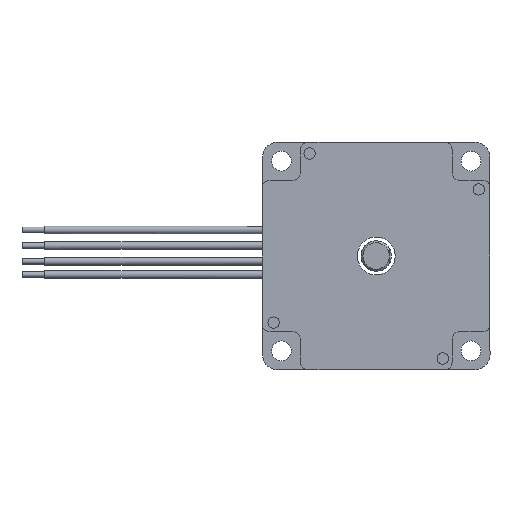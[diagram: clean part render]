
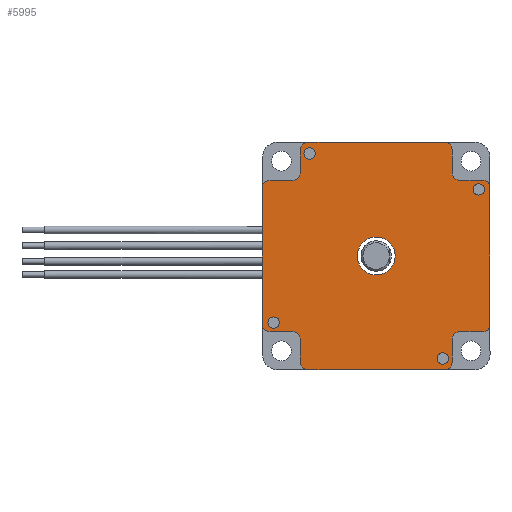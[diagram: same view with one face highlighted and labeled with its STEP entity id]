
A CAD part, left-side view. The second image highlights one B-rep face of the part: STEP entity #5995.
In plain terms, the highlighted face is planar.
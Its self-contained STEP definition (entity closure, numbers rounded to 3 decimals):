
#364=FACE_BOUND('',#934,.T.);
#365=FACE_BOUND('',#935,.T.);
#366=FACE_BOUND('',#936,.T.);
#367=FACE_BOUND('',#937,.T.);
#368=FACE_BOUND('',#938,.T.);
#556=FACE_OUTER_BOUND('',#933,.T.);
#933=EDGE_LOOP('',(#4738,#4739,#4740,#4741,#4742,#4743,#4744,#4745,#4746,
#4747,#4748,#4749,#4750,#4751,#4752,#4753,#4754,#4755,#4756,#4757,#4758,
#4759,#4760,#4761));
#934=EDGE_LOOP('',(#4762));
#935=EDGE_LOOP('',(#4763));
#936=EDGE_LOOP('',(#4764));
#937=EDGE_LOOP('',(#4765));
#938=EDGE_LOOP('',(#4766));
#1464=LINE('',#9331,#2035);
#1469=LINE('',#9345,#2040);
#1475=LINE('',#9357,#2046);
#1478=LINE('',#9365,#2049);
#1499=LINE('',#9429,#2070);
#1500=LINE('',#9433,#2071);
#1501=LINE('',#9438,#2072);
#1502=LINE('',#9442,#2073);
#1503=LINE('',#9447,#2074);
#1504=LINE('',#9451,#2075);
#1505=LINE('',#9456,#2076);
#1506=LINE('',#9460,#2077);
#2035=VECTOR('',#7522,36.);
#2040=VECTOR('',#7531,36.);
#2046=VECTOR('',#7539,36.);
#2049=VECTOR('',#7544,36.);
#2070=VECTOR('',#7595,6.);
#2071=VECTOR('',#7598,6.);
#2072=VECTOR('',#7603,6.);
#2073=VECTOR('',#7606,6.);
#2074=VECTOR('',#7611,6.);
#2075=VECTOR('',#7614,6.);
#2076=VECTOR('',#7619,6.);
#2077=VECTOR('',#7622,6.);
#2395=CIRCLE('',#6392,1.5);
#2397=CIRCLE('',#6395,1.5);
#2399=CIRCLE('',#6398,1.5);
#2401=CIRCLE('',#6401,1.5);
#2409=CIRCLE('',#6414,5.);
#2426=CIRCLE('',#6440,2.);
#2427=CIRCLE('',#6441,2.);
#2428=CIRCLE('',#6442,2.);
#2429=CIRCLE('',#6443,2.);
#2430=CIRCLE('',#6444,2.);
#2431=CIRCLE('',#6445,2.);
#2432=CIRCLE('',#6446,2.);
#2433=CIRCLE('',#6447,2.);
#2434=CIRCLE('',#6448,2.);
#2435=CIRCLE('',#6449,2.);
#2436=CIRCLE('',#6450,2.);
#2437=CIRCLE('',#6451,2.);
#2800=VERTEX_POINT('',#9252);
#2802=VERTEX_POINT('',#9257);
#2804=VERTEX_POINT('',#9262);
#2806=VERTEX_POINT('',#9267);
#2814=VERTEX_POINT('',#9288);
#2830=VERTEX_POINT('',#9324);
#2833=VERTEX_POINT('',#9329);
#2839=VERTEX_POINT('',#9342);
#2840=VERTEX_POINT('',#9344);
#2842=VERTEX_POINT('',#9350);
#2845=VERTEX_POINT('',#9355);
#2848=VERTEX_POINT('',#9362);
#2849=VERTEX_POINT('',#9364);
#2876=VERTEX_POINT('',#9426);
#2877=VERTEX_POINT('',#9428);
#2878=VERTEX_POINT('',#9430);
#2879=VERTEX_POINT('',#9432);
#2880=VERTEX_POINT('',#9435);
#2881=VERTEX_POINT('',#9437);
#2882=VERTEX_POINT('',#9439);
#2883=VERTEX_POINT('',#9441);
#2884=VERTEX_POINT('',#9444);
#2885=VERTEX_POINT('',#9446);
#2886=VERTEX_POINT('',#9448);
#2887=VERTEX_POINT('',#9450);
#2888=VERTEX_POINT('',#9453);
#2889=VERTEX_POINT('',#9455);
#2890=VERTEX_POINT('',#9457);
#2891=VERTEX_POINT('',#9459);
#3475=EDGE_CURVE('',#2800,#2800,#2395,.T.);
#3477=EDGE_CURVE('',#2802,#2802,#2397,.T.);
#3479=EDGE_CURVE('',#2804,#2804,#2399,.T.);
#3481=EDGE_CURVE('',#2806,#2806,#2401,.T.);
#3489=EDGE_CURVE('',#2814,#2814,#2409,.T.);
#3508=EDGE_CURVE('',#2833,#2830,#1464,.T.);
#3514=EDGE_CURVE('',#2839,#2840,#1469,.T.);
#3520=EDGE_CURVE('',#2845,#2842,#1475,.T.);
#3523=EDGE_CURVE('',#2848,#2849,#1478,.T.);
#3556=EDGE_CURVE('',#2876,#2848,#2426,.T.);
#3557=EDGE_CURVE('',#2877,#2876,#1499,.T.);
#3558=EDGE_CURVE('',#2878,#2877,#2427,.T.);
#3559=EDGE_CURVE('',#2879,#2878,#1500,.T.);
#3560=EDGE_CURVE('',#2830,#2879,#2428,.T.);
#3561=EDGE_CURVE('',#2880,#2833,#2429,.T.);
#3562=EDGE_CURVE('',#2881,#2880,#1501,.T.);
#3563=EDGE_CURVE('',#2882,#2881,#2430,.T.);
#3564=EDGE_CURVE('',#2883,#2882,#1502,.T.);
#3565=EDGE_CURVE('',#2840,#2883,#2431,.T.);
#3566=EDGE_CURVE('',#2884,#2839,#2432,.T.);
#3567=EDGE_CURVE('',#2885,#2884,#1503,.T.);
#3568=EDGE_CURVE('',#2886,#2885,#2433,.T.);
#3569=EDGE_CURVE('',#2887,#2886,#1504,.T.);
#3570=EDGE_CURVE('',#2842,#2887,#2434,.T.);
#3571=EDGE_CURVE('',#2888,#2845,#2435,.T.);
#3572=EDGE_CURVE('',#2889,#2888,#1505,.T.);
#3573=EDGE_CURVE('',#2890,#2889,#2436,.T.);
#3574=EDGE_CURVE('',#2891,#2890,#1506,.T.);
#3575=EDGE_CURVE('',#2849,#2891,#2437,.T.);
#4738=ORIENTED_EDGE('',*,*,#3556,.F.);
#4739=ORIENTED_EDGE('',*,*,#3557,.F.);
#4740=ORIENTED_EDGE('',*,*,#3558,.F.);
#4741=ORIENTED_EDGE('',*,*,#3559,.F.);
#4742=ORIENTED_EDGE('',*,*,#3560,.F.);
#4743=ORIENTED_EDGE('',*,*,#3508,.F.);
#4744=ORIENTED_EDGE('',*,*,#3561,.F.);
#4745=ORIENTED_EDGE('',*,*,#3562,.F.);
#4746=ORIENTED_EDGE('',*,*,#3563,.F.);
#4747=ORIENTED_EDGE('',*,*,#3564,.F.);
#4748=ORIENTED_EDGE('',*,*,#3565,.F.);
#4749=ORIENTED_EDGE('',*,*,#3514,.F.);
#4750=ORIENTED_EDGE('',*,*,#3566,.F.);
#4751=ORIENTED_EDGE('',*,*,#3567,.F.);
#4752=ORIENTED_EDGE('',*,*,#3568,.F.);
#4753=ORIENTED_EDGE('',*,*,#3569,.F.);
#4754=ORIENTED_EDGE('',*,*,#3570,.F.);
#4755=ORIENTED_EDGE('',*,*,#3520,.F.);
#4756=ORIENTED_EDGE('',*,*,#3571,.F.);
#4757=ORIENTED_EDGE('',*,*,#3572,.F.);
#4758=ORIENTED_EDGE('',*,*,#3573,.F.);
#4759=ORIENTED_EDGE('',*,*,#3574,.F.);
#4760=ORIENTED_EDGE('',*,*,#3575,.F.);
#4761=ORIENTED_EDGE('',*,*,#3523,.F.);
#4762=ORIENTED_EDGE('',*,*,#3489,.F.);
#4763=ORIENTED_EDGE('',*,*,#3475,.F.);
#4764=ORIENTED_EDGE('',*,*,#3477,.F.);
#4765=ORIENTED_EDGE('',*,*,#3479,.F.);
#4766=ORIENTED_EDGE('',*,*,#3481,.F.);
#5747=PLANE('',#6439);
#5995=ADVANCED_FACE('',(#556,#364,#365,#366,#367,#368),#5747,.T.);
#6392=AXIS2_PLACEMENT_3D('',#9253,#7447,#7448);
#6395=AXIS2_PLACEMENT_3D('',#9258,#7453,#7454);
#6398=AXIS2_PLACEMENT_3D('',#9263,#7459,#7460);
#6401=AXIS2_PLACEMENT_3D('',#9268,#7465,#7466);
#6414=AXIS2_PLACEMENT_3D('',#9289,#7491,#7492);
#6439=AXIS2_PLACEMENT_3D('',#9425,#7591,#7592);
#6440=AXIS2_PLACEMENT_3D('',#9427,#7593,#7594);
#6441=AXIS2_PLACEMENT_3D('',#9431,#7596,#7597);
#6442=AXIS2_PLACEMENT_3D('',#9434,#7599,#7600);
#6443=AXIS2_PLACEMENT_3D('',#9436,#7601,#7602);
#6444=AXIS2_PLACEMENT_3D('',#9440,#7604,#7605);
#6445=AXIS2_PLACEMENT_3D('',#9443,#7607,#7608);
#6446=AXIS2_PLACEMENT_3D('',#9445,#7609,#7610);
#6447=AXIS2_PLACEMENT_3D('',#9449,#7612,#7613);
#6448=AXIS2_PLACEMENT_3D('',#9452,#7615,#7616);
#6449=AXIS2_PLACEMENT_3D('',#9454,#7617,#7618);
#6450=AXIS2_PLACEMENT_3D('',#9458,#7620,#7621);
#6451=AXIS2_PLACEMENT_3D('',#9461,#7623,#7624);
#7447=DIRECTION('center_axis',(0.,-1.,0.));
#7448=DIRECTION('ref_axis',(0.,0.,-1.));
#7453=DIRECTION('center_axis',(0.,-1.,0.));
#7454=DIRECTION('ref_axis',(0.,0.,-1.));
#7459=DIRECTION('center_axis',(0.,-1.,0.));
#7460=DIRECTION('ref_axis',(0.,0.,-1.));
#7465=DIRECTION('center_axis',(0.,-1.,0.));
#7466=DIRECTION('ref_axis',(0.,0.,-1.));
#7491=DIRECTION('center_axis',(0.,-1.,0.));
#7492=DIRECTION('ref_axis',(0.,0.,-1.));
#7522=DIRECTION('',(0.,0.,-1.));
#7531=DIRECTION('',(1.,0.,0.));
#7539=DIRECTION('',(0.,0.,1.));
#7544=DIRECTION('',(-1.,0.,0.));
#7591=DIRECTION('center_axis',(0.,-1.,0.));
#7592=DIRECTION('ref_axis',(0.,0.,-1.));
#7593=DIRECTION('center_axis',(0.,1.,0.));
#7594=DIRECTION('ref_axis',(1.,0.,0.));
#7595=DIRECTION('',(0.,0.,-1.));
#7596=DIRECTION('center_axis',(0.,-1.,0.));
#7597=DIRECTION('ref_axis',(1.,0.,0.));
#7598=DIRECTION('',(-1.,0.,0.));
#7599=DIRECTION('center_axis',(0.,1.,0.));
#7600=DIRECTION('ref_axis',(1.,0.,0.));
#7601=DIRECTION('center_axis',(0.,1.,0.));
#7602=DIRECTION('ref_axis',(0.,0.,1.));
#7603=DIRECTION('',(1.,0.,0.));
#7604=DIRECTION('center_axis',(0.,-1.,0.));
#7605=DIRECTION('ref_axis',(0.,0.,1.));
#7606=DIRECTION('',(0.,0.,-1.));
#7607=DIRECTION('center_axis',(0.,1.,0.));
#7608=DIRECTION('ref_axis',(0.,0.,1.));
#7609=DIRECTION('center_axis',(0.,1.,0.));
#7610=DIRECTION('ref_axis',(-1.,0.,0.));
#7611=DIRECTION('',(0.,0.,1.));
#7612=DIRECTION('center_axis',(0.,-1.,0.));
#7613=DIRECTION('ref_axis',(-1.,0.,0.));
#7614=DIRECTION('',(1.,0.,0.));
#7615=DIRECTION('center_axis',(0.,1.,0.));
#7616=DIRECTION('ref_axis',(-1.,0.,0.));
#7617=DIRECTION('center_axis',(0.,1.,0.));
#7618=DIRECTION('ref_axis',(0.,0.,-1.));
#7619=DIRECTION('',(-1.,0.,0.));
#7620=DIRECTION('center_axis',(0.,-1.,0.));
#7621=DIRECTION('ref_axis',(0.,0.,-1.));
#7622=DIRECTION('',(0.,0.,1.));
#7623=DIRECTION('center_axis',(0.,1.,0.));
#7624=DIRECTION('ref_axis',(0.,0.,-1.));
#9252=CARTESIAN_POINT('',(-27.047,0.,-16.065));
#9253=CARTESIAN_POINT('Origin',(-27.047,0.,-17.565));
#9257=CARTESIAN_POINT('',(-17.565,0.,28.547));
#9258=CARTESIAN_POINT('Origin',(-17.565,0.,27.047));
#9262=CARTESIAN_POINT('',(27.047,0.,19.065));
#9263=CARTESIAN_POINT('Origin',(27.047,0.,17.565));
#9267=CARTESIAN_POINT('',(17.565,0.,-25.547));
#9268=CARTESIAN_POINT('Origin',(17.565,0.,-27.047));
#9288=CARTESIAN_POINT('',(0.,0.,5.));
#9289=CARTESIAN_POINT('Origin',(0.,0.,0.));
#9324=CARTESIAN_POINT('',(30.,0.,-18.));
#9329=CARTESIAN_POINT('',(30.,0.,18.));
#9331=CARTESIAN_POINT('',(30.,0.,-26.));
#9342=CARTESIAN_POINT('',(-18.,0.,30.));
#9344=CARTESIAN_POINT('',(18.,0.,30.));
#9345=CARTESIAN_POINT('',(-26.,0.,30.));
#9350=CARTESIAN_POINT('',(-30.,0.,18.));
#9355=CARTESIAN_POINT('',(-30.,0.,-18.));
#9357=CARTESIAN_POINT('',(-30.,0.,-26.));
#9362=CARTESIAN_POINT('',(18.,0.,-30.));
#9364=CARTESIAN_POINT('',(-18.,0.,-30.));
#9365=CARTESIAN_POINT('',(-26.,0.,-30.));
#9425=CARTESIAN_POINT('Origin',(-26.,0.,26.));
#9426=CARTESIAN_POINT('',(20.,0.,-28.));
#9427=CARTESIAN_POINT('Origin',(18.,0.,-28.));
#9428=CARTESIAN_POINT('',(20.,0.,-22.));
#9429=CARTESIAN_POINT('',(20.,0.,-26.));
#9430=CARTESIAN_POINT('',(22.,0.,-20.));
#9431=CARTESIAN_POINT('Origin',(22.,0.,-22.));
#9432=CARTESIAN_POINT('',(28.,0.,-20.));
#9433=CARTESIAN_POINT('',(-26.,0.,-20.));
#9434=CARTESIAN_POINT('Origin',(28.,0.,-18.));
#9435=CARTESIAN_POINT('',(28.,0.,20.));
#9436=CARTESIAN_POINT('Origin',(28.,0.,18.));
#9437=CARTESIAN_POINT('',(22.,0.,20.));
#9438=CARTESIAN_POINT('',(26.,0.,20.));
#9439=CARTESIAN_POINT('',(20.,0.,22.));
#9440=CARTESIAN_POINT('Origin',(22.,0.,22.));
#9441=CARTESIAN_POINT('',(20.,0.,28.));
#9442=CARTESIAN_POINT('',(20.,0.,-26.));
#9443=CARTESIAN_POINT('Origin',(18.,0.,28.));
#9444=CARTESIAN_POINT('',(-20.,0.,28.));
#9445=CARTESIAN_POINT('Origin',(-18.,0.,28.));
#9446=CARTESIAN_POINT('',(-20.,0.,22.));
#9447=CARTESIAN_POINT('',(-20.,0.,26.));
#9448=CARTESIAN_POINT('',(-22.,0.,20.));
#9449=CARTESIAN_POINT('Origin',(-22.,0.,22.));
#9450=CARTESIAN_POINT('',(-28.,0.,20.));
#9451=CARTESIAN_POINT('',(26.,0.,20.));
#9452=CARTESIAN_POINT('Origin',(-28.,0.,18.));
#9453=CARTESIAN_POINT('',(-28.,0.,-20.));
#9454=CARTESIAN_POINT('Origin',(-28.,0.,-18.));
#9455=CARTESIAN_POINT('',(-22.,0.,-20.));
#9456=CARTESIAN_POINT('',(-26.,0.,-20.));
#9457=CARTESIAN_POINT('',(-20.,0.,-22.));
#9458=CARTESIAN_POINT('Origin',(-22.,0.,-22.));
#9459=CARTESIAN_POINT('',(-20.,0.,-28.));
#9460=CARTESIAN_POINT('',(-20.,0.,26.));
#9461=CARTESIAN_POINT('Origin',(-18.,0.,-28.));
